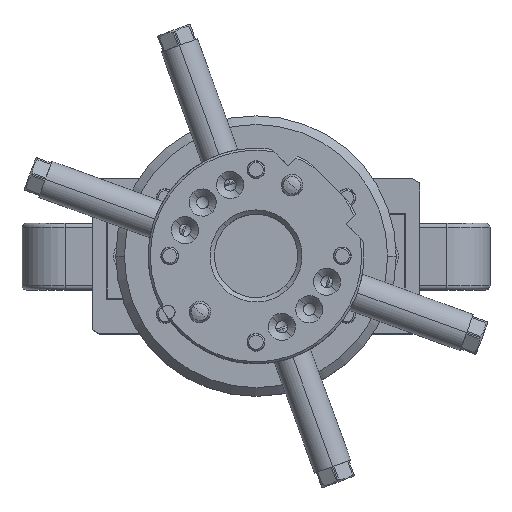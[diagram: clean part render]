
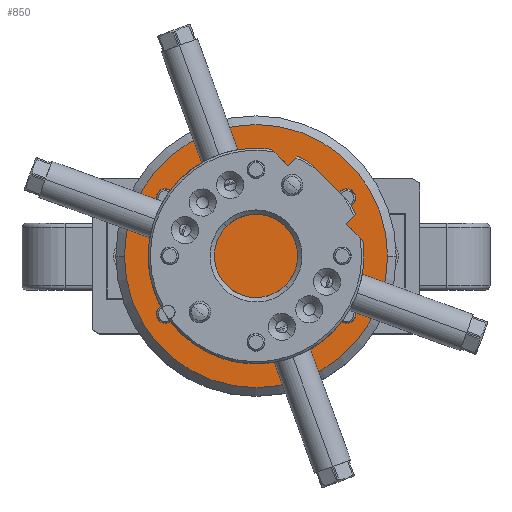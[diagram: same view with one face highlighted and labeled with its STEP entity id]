
A CAD part, top view. The second image highlights one B-rep face of the part: STEP entity #850.
In plain terms, the highlighted planar face has unit normal (0, 0, 1).
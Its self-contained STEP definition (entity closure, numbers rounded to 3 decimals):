
#75=CARTESIAN_POINT('Axis2P3D Location',(-21.,13.5,16.)) ;
#79=CARTESIAN_POINT('Vertex',(-23.1,13.5,16.)) ;
#81=CARTESIAN_POINT('Vertex',(-18.9,13.5,16.)) ;
#110=CARTESIAN_POINT('Axis2P3D Location',(-21.,13.5,16.)) ;
#132=CARTESIAN_POINT('Axis2P3D Location',(-21.,-13.5,16.)) ;
#136=CARTESIAN_POINT('Vertex',(-23.1,-13.5,16.)) ;
#138=CARTESIAN_POINT('Vertex',(-18.9,-13.5,16.)) ;
#167=CARTESIAN_POINT('Axis2P3D Location',(-21.,-13.5,16.)) ;
#189=CARTESIAN_POINT('Axis2P3D Location',(21.,-13.5,16.)) ;
#193=CARTESIAN_POINT('Vertex',(23.1,-13.5,16.)) ;
#195=CARTESIAN_POINT('Vertex',(18.9,-13.5,16.)) ;
#224=CARTESIAN_POINT('Axis2P3D Location',(21.,-13.5,16.)) ;
#246=CARTESIAN_POINT('Axis2P3D Location',(21.,13.5,16.)) ;
#250=CARTESIAN_POINT('Vertex',(23.1,13.5,16.)) ;
#252=CARTESIAN_POINT('Vertex',(18.9,13.5,16.)) ;
#281=CARTESIAN_POINT('Axis2P3D Location',(21.,13.5,16.)) ;
#316=CARTESIAN_POINT('Vertex',(2.1,20.,16.)) ;
#319=CARTESIAN_POINT('Axis2P3D Location',(0.,20.,16.)) ;
#323=CARTESIAN_POINT('Vertex',(-2.1,20.,16.)) ;
#343=CARTESIAN_POINT('Axis2P3D Location',(0.,20.,16.)) ;
#373=CARTESIAN_POINT('Vertex',(-22.1,0.,16.)) ;
#376=CARTESIAN_POINT('Axis2P3D Location',(-20.,0.,16.)) ;
#380=CARTESIAN_POINT('Vertex',(-17.9,0.,16.)) ;
#400=CARTESIAN_POINT('Axis2P3D Location',(-20.,0.,16.)) ;
#430=CARTESIAN_POINT('Vertex',(22.1,0.,16.)) ;
#433=CARTESIAN_POINT('Axis2P3D Location',(20.,0.,16.)) ;
#437=CARTESIAN_POINT('Vertex',(17.9,0.,16.)) ;
#457=CARTESIAN_POINT('Axis2P3D Location',(20.,0.,16.)) ;
#487=CARTESIAN_POINT('Vertex',(2.1,-20.,16.)) ;
#490=CARTESIAN_POINT('Axis2P3D Location',(0.,-20.,16.)) ;
#494=CARTESIAN_POINT('Vertex',(-2.1,-20.,16.)) ;
#514=CARTESIAN_POINT('Axis2P3D Location',(0.,-20.,16.)) ;
#795=CARTESIAN_POINT('Axis2P3D Location',(0.,0.,16.)) ;
#800=CARTESIAN_POINT('Axis2P3D Location',(0.,0.,16.)) ;
#804=CARTESIAN_POINT('Vertex',(-30.5,0.,16.)) ;
#806=CARTESIAN_POINT('Vertex',(30.5,0.,16.)) ;
#809=CARTESIAN_POINT('Axis2P3D Location',(0.,0.,16.)) ;
#76=DIRECTION('Axis2P3D Direction',(0.,0.,1.)) ;
#111=DIRECTION('Axis2P3D Direction',(0.,0.,1.)) ;
#133=DIRECTION('Axis2P3D Direction',(0.,0.,1.)) ;
#168=DIRECTION('Axis2P3D Direction',(0.,0.,1.)) ;
#190=DIRECTION('Axis2P3D Direction',(0.,0.,1.)) ;
#225=DIRECTION('Axis2P3D Direction',(0.,0.,1.)) ;
#247=DIRECTION('Axis2P3D Direction',(0.,0.,1.)) ;
#282=DIRECTION('Axis2P3D Direction',(0.,0.,1.)) ;
#320=DIRECTION('Axis2P3D Direction',(0.,0.,-1.)) ;
#344=DIRECTION('Axis2P3D Direction',(0.,0.,-1.)) ;
#377=DIRECTION('Axis2P3D Direction',(0.,0.,-1.)) ;
#401=DIRECTION('Axis2P3D Direction',(0.,0.,-1.)) ;
#434=DIRECTION('Axis2P3D Direction',(0.,0.,-1.)) ;
#458=DIRECTION('Axis2P3D Direction',(0.,0.,-1.)) ;
#491=DIRECTION('Axis2P3D Direction',(0.,0.,-1.)) ;
#515=DIRECTION('Axis2P3D Direction',(0.,0.,-1.)) ;
#796=DIRECTION('Axis2P3D Direction',(0.,0.,1.)) ;
#797=DIRECTION('Axis2P3D XDirection',(1.,0.,0.)) ;
#801=DIRECTION('Axis2P3D Direction',(0.,0.,1.)) ;
#810=DIRECTION('Axis2P3D Direction',(0.,0.,1.)) ;
#77=AXIS2_PLACEMENT_3D('Circle Axis2P3D',#75,#76,$) ;
#112=AXIS2_PLACEMENT_3D('Circle Axis2P3D',#110,#111,$) ;
#134=AXIS2_PLACEMENT_3D('Circle Axis2P3D',#132,#133,$) ;
#169=AXIS2_PLACEMENT_3D('Circle Axis2P3D',#167,#168,$) ;
#191=AXIS2_PLACEMENT_3D('Circle Axis2P3D',#189,#190,$) ;
#226=AXIS2_PLACEMENT_3D('Circle Axis2P3D',#224,#225,$) ;
#248=AXIS2_PLACEMENT_3D('Circle Axis2P3D',#246,#247,$) ;
#283=AXIS2_PLACEMENT_3D('Circle Axis2P3D',#281,#282,$) ;
#321=AXIS2_PLACEMENT_3D('Circle Axis2P3D',#319,#320,$) ;
#345=AXIS2_PLACEMENT_3D('Circle Axis2P3D',#343,#344,$) ;
#378=AXIS2_PLACEMENT_3D('Circle Axis2P3D',#376,#377,$) ;
#402=AXIS2_PLACEMENT_3D('Circle Axis2P3D',#400,#401,$) ;
#435=AXIS2_PLACEMENT_3D('Circle Axis2P3D',#433,#434,$) ;
#459=AXIS2_PLACEMENT_3D('Circle Axis2P3D',#457,#458,$) ;
#492=AXIS2_PLACEMENT_3D('Circle Axis2P3D',#490,#491,$) ;
#516=AXIS2_PLACEMENT_3D('Circle Axis2P3D',#514,#515,$) ;
#798=AXIS2_PLACEMENT_3D('Plane Axis2P3D',#795,#796,#797) ;
#802=AXIS2_PLACEMENT_3D('Circle Axis2P3D',#800,#801,$) ;
#811=AXIS2_PLACEMENT_3D('Circle Axis2P3D',#809,#810,$) ;
#815=ORIENTED_EDGE('',*,*,#808,.T.) ;
#816=ORIENTED_EDGE('',*,*,#813,.T.) ;
#819=ORIENTED_EDGE('',*,*,#285,.F.) ;
#820=ORIENTED_EDGE('',*,*,#254,.F.) ;
#823=ORIENTED_EDGE('',*,*,#228,.F.) ;
#824=ORIENTED_EDGE('',*,*,#197,.F.) ;
#827=ORIENTED_EDGE('',*,*,#171,.F.) ;
#828=ORIENTED_EDGE('',*,*,#140,.F.) ;
#831=ORIENTED_EDGE('',*,*,#114,.F.) ;
#832=ORIENTED_EDGE('',*,*,#83,.F.) ;
#835=ORIENTED_EDGE('',*,*,#496,.F.) ;
#836=ORIENTED_EDGE('',*,*,#518,.F.) ;
#839=ORIENTED_EDGE('',*,*,#439,.F.) ;
#840=ORIENTED_EDGE('',*,*,#461,.F.) ;
#843=ORIENTED_EDGE('',*,*,#382,.F.) ;
#844=ORIENTED_EDGE('',*,*,#404,.F.) ;
#847=ORIENTED_EDGE('',*,*,#325,.F.) ;
#848=ORIENTED_EDGE('',*,*,#347,.F.) ;
#821=FACE_BOUND('',#818,.T.) ;
#825=FACE_BOUND('',#822,.T.) ;
#829=FACE_BOUND('',#826,.T.) ;
#833=FACE_BOUND('',#830,.T.) ;
#837=FACE_BOUND('',#834,.T.) ;
#841=FACE_BOUND('',#838,.T.) ;
#845=FACE_BOUND('',#842,.T.) ;
#849=FACE_BOUND('',#846,.T.) ;
#850=ADVANCED_FACE('PartBody',(#817,#821,#825,#829,#833,#837,#841,#845,#849),#799,.T.) ;
#78=CIRCLE('generated circle',#77,2.1) ;
#113=CIRCLE('generated circle',#112,2.1) ;
#135=CIRCLE('generated circle',#134,2.1) ;
#170=CIRCLE('generated circle',#169,2.1) ;
#192=CIRCLE('generated circle',#191,2.1) ;
#227=CIRCLE('generated circle',#226,2.1) ;
#249=CIRCLE('generated circle',#248,2.1) ;
#284=CIRCLE('generated circle',#283,2.1) ;
#322=CIRCLE('generated circle',#321,2.1) ;
#346=CIRCLE('generated circle',#345,2.1) ;
#379=CIRCLE('generated circle',#378,2.1) ;
#403=CIRCLE('generated circle',#402,2.1) ;
#436=CIRCLE('generated circle',#435,2.1) ;
#460=CIRCLE('generated circle',#459,2.1) ;
#493=CIRCLE('generated circle',#492,2.1) ;
#517=CIRCLE('generated circle',#516,2.1) ;
#803=CIRCLE('generated circle',#802,30.5) ;
#812=CIRCLE('generated circle',#811,30.5) ;
#83=EDGE_CURVE('',#80,#82,#78,.T.) ;
#114=EDGE_CURVE('',#82,#80,#113,.T.) ;
#140=EDGE_CURVE('',#137,#139,#135,.T.) ;
#171=EDGE_CURVE('',#139,#137,#170,.T.) ;
#197=EDGE_CURVE('',#194,#196,#192,.T.) ;
#228=EDGE_CURVE('',#196,#194,#227,.T.) ;
#254=EDGE_CURVE('',#251,#253,#249,.T.) ;
#285=EDGE_CURVE('',#253,#251,#284,.T.) ;
#325=EDGE_CURVE('',#317,#324,#322,.F.) ;
#347=EDGE_CURVE('',#324,#317,#346,.F.) ;
#382=EDGE_CURVE('',#374,#381,#379,.F.) ;
#404=EDGE_CURVE('',#381,#374,#403,.F.) ;
#439=EDGE_CURVE('',#431,#438,#436,.F.) ;
#461=EDGE_CURVE('',#438,#431,#460,.F.) ;
#496=EDGE_CURVE('',#488,#495,#493,.F.) ;
#518=EDGE_CURVE('',#495,#488,#517,.F.) ;
#808=EDGE_CURVE('',#805,#807,#803,.T.) ;
#813=EDGE_CURVE('',#807,#805,#812,.T.) ;
#814=EDGE_LOOP('',(#815,#816)) ;
#818=EDGE_LOOP('',(#819,#820)) ;
#822=EDGE_LOOP('',(#823,#824)) ;
#826=EDGE_LOOP('',(#827,#828)) ;
#830=EDGE_LOOP('',(#831,#832)) ;
#834=EDGE_LOOP('',(#835,#836)) ;
#838=EDGE_LOOP('',(#839,#840)) ;
#842=EDGE_LOOP('',(#843,#844)) ;
#846=EDGE_LOOP('',(#847,#848)) ;
#817=FACE_OUTER_BOUND('',#814,.T.) ;
#799=PLANE('',#798) ;
#80=VERTEX_POINT('',#79) ;
#82=VERTEX_POINT('',#81) ;
#137=VERTEX_POINT('',#136) ;
#139=VERTEX_POINT('',#138) ;
#194=VERTEX_POINT('',#193) ;
#196=VERTEX_POINT('',#195) ;
#251=VERTEX_POINT('',#250) ;
#253=VERTEX_POINT('',#252) ;
#317=VERTEX_POINT('',#316) ;
#324=VERTEX_POINT('',#323) ;
#374=VERTEX_POINT('',#373) ;
#381=VERTEX_POINT('',#380) ;
#431=VERTEX_POINT('',#430) ;
#438=VERTEX_POINT('',#437) ;
#488=VERTEX_POINT('',#487) ;
#495=VERTEX_POINT('',#494) ;
#805=VERTEX_POINT('',#804) ;
#807=VERTEX_POINT('',#806) ;
